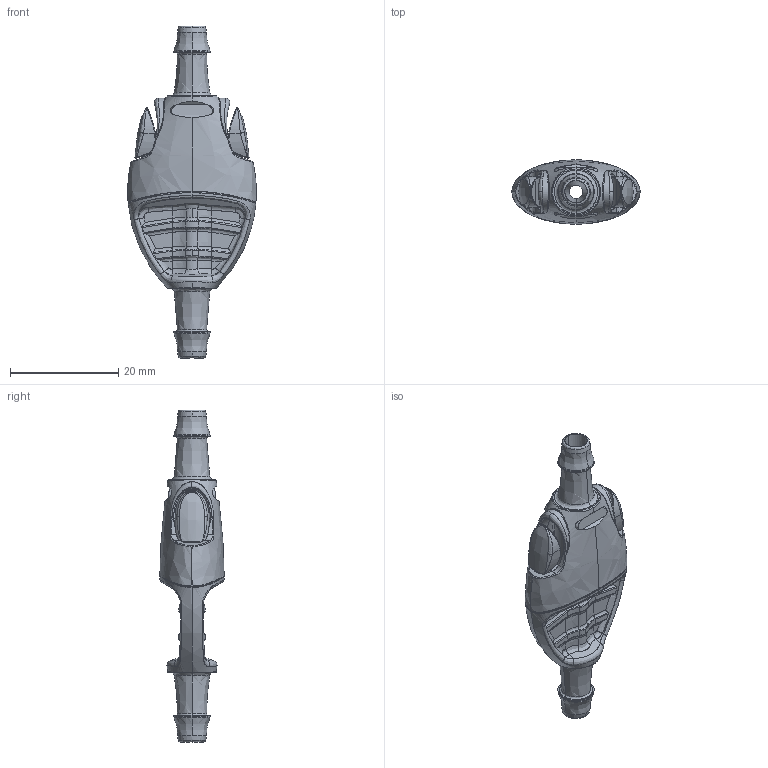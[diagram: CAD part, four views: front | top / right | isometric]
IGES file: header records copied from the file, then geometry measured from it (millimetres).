
Start section: SolidWorks IGES file using analytic representation for surfaces
Global section: file name: E-Q-160288.IGS; native system: SolidWorks 2017; preprocessor: SolidWorks 2017; author: wtsang; date: 170428.100604; units: millimetre
Bounding box: 23.75 x 11.89 x 61.36 mm (x, y, z)
Surface area: 4970.6 mm2 (no closed solid volume)
Topology: 0 solids, 0 shells, 759 faces, 7000 edges, 6969 vertices
Faces by surface type: bspline 633, revolution 126
